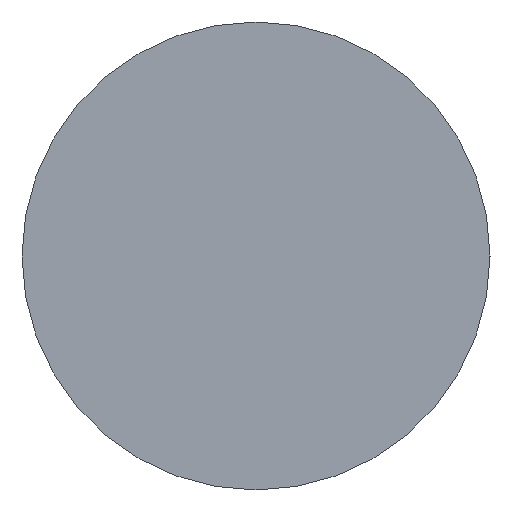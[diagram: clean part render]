
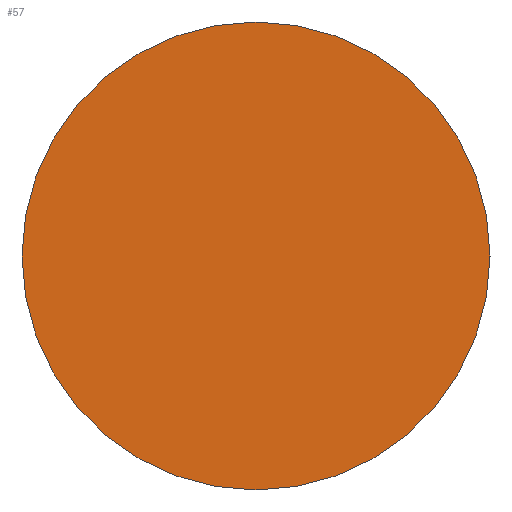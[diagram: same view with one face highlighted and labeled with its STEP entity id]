
A CAD part, left-side view. The second image highlights one B-rep face of the part: STEP entity #57.
In plain terms, the highlighted planar face has unit normal (-1, 0, 0).
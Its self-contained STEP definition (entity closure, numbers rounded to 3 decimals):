
#1 = AXIS2_PLACEMENT_3D ( 'NONE', #22, #114, #153 ) ;
#7 = AXIS2_PLACEMENT_3D ( 'NONE', #126, #111, #176 ) ;
#18 = AXIS2_PLACEMENT_3D ( 'NONE', #180, #90, #88 ) ;
#22 = CARTESIAN_POINT ( 'NONE',  ( 2814.543, -224.918, 0. ) ) ;
#32 = VERTEX_POINT ( 'NONE', #63 ) ;
#33 = VERTEX_POINT ( 'NONE', #124 ) ;
#35 = ORIENTED_EDGE ( 'NONE', *, *, #82, .T. ) ;
#44 = EDGE_CURVE ( 'NONE', #32, #33, #134, .T. ) ;
#50 = ORIENTED_EDGE ( 'NONE', *, *, #44, .T. ) ;
#57 = ADVANCED_FACE ( 'NONE', ( #158 ), #73, .T. ) ;
#63 = CARTESIAN_POINT ( 'NONE',  ( 2814.543, -224.918, -19. ) ) ;
#73 = PLANE ( 'NONE',  #18 ) ;
#82 = EDGE_CURVE ( 'NONE', #33, #32, #173, .T. ) ;
#88 = DIRECTION ( 'NONE',  ( 0., 0., 1. ) ) ;
#90 = DIRECTION ( 'NONE',  ( -1., 0., 0. ) ) ;
#111 = DIRECTION ( 'NONE',  ( -1., 0., 0. ) ) ;
#114 = DIRECTION ( 'NONE',  ( -1., 0., 0. ) ) ;
#124 = CARTESIAN_POINT ( 'NONE',  ( 2814.543, -224.918, 19. ) ) ;
#126 = CARTESIAN_POINT ( 'NONE',  ( 2814.543, -224.918, 0. ) ) ;
#134 = CIRCLE ( 'NONE', #7, 19. ) ;
#153 = DIRECTION ( 'NONE',  ( 0., 0., 1. ) ) ;
#158 = FACE_OUTER_BOUND ( 'NONE', #179, .T. ) ;
#173 = CIRCLE ( 'NONE', #1, 19. ) ;
#176 = DIRECTION ( 'NONE',  ( 0., 0., 1. ) ) ;
#179 = EDGE_LOOP ( 'NONE', ( #35, #50 ) ) ;
#180 = CARTESIAN_POINT ( 'NONE',  ( 2814.543, 0., 0. ) ) ;
